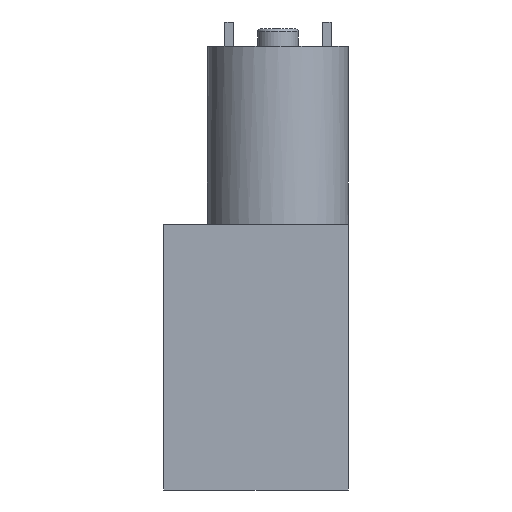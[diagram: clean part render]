
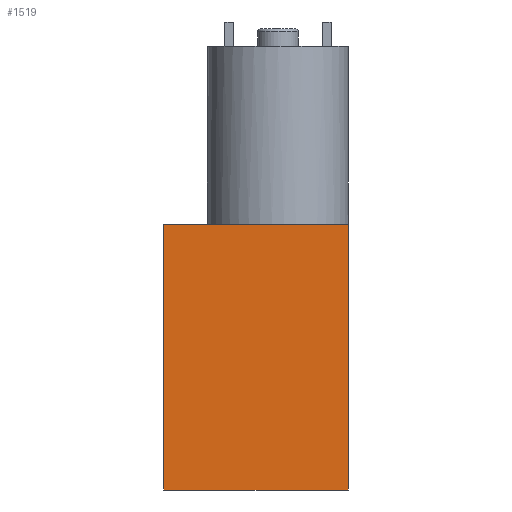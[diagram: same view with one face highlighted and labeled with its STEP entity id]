
A CAD part, front view. The second image highlights one B-rep face of the part: STEP entity #1519.
In plain terms, the highlighted planar face has unit normal (0, -1, 0).
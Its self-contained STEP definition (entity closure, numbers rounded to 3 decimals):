
#27 = PLANE ( 'NONE',  #1033 ) ;
#136 = LINE ( 'NONE', #315, #1389 ) ;
#158 = VECTOR ( 'NONE', #1509, 1000. ) ;
#245 = DIRECTION ( 'NONE',  ( 0., 0., 1. ) ) ;
#293 = DIRECTION ( 'NONE',  ( 0., 0., 1. ) ) ;
#303 = LINE ( 'NONE', #2310, #475 ) ;
#315 = CARTESIAN_POINT ( 'NONE',  ( -19.8, -11.1, -61.4 ) ) ;
#353 = DIRECTION ( 'NONE',  ( 1., 0., 0. ) ) ;
#358 = ORIENTED_EDGE ( 'NONE', *, *, #486, .F. ) ;
#426 = EDGE_LOOP ( 'NONE', ( #1479, #1243, #2280, #526, #1957, #358 ) ) ;
#475 = VECTOR ( 'NONE', #293, 1000. ) ;
#486 = EDGE_CURVE ( 'NONE', #2094, #666, #1024, .T. ) ;
#504 = CARTESIAN_POINT ( 'NONE',  ( 5.063, -11.1, -15.4 ) ) ;
#526 = ORIENTED_EDGE ( 'NONE', *, *, #1116, .F. ) ;
#634 = VERTEX_POINT ( 'NONE', #825 ) ;
#666 = VERTEX_POINT ( 'NONE', #1990 ) ;
#749 = VERTEX_POINT ( 'NONE', #504 ) ;
#753 = DIRECTION ( 'NONE',  ( 0., 1., 0. ) ) ;
#789 = CARTESIAN_POINT ( 'NONE',  ( 0., -11.1, 0. ) ) ;
#825 = CARTESIAN_POINT ( 'NONE',  ( -19.8, -11.1, -61.4 ) ) ;
#963 = VECTOR ( 'NONE', #2341, 1000. ) ;
#997 = LINE ( 'NONE', #1731, #1618 ) ;
#1024 = LINE ( 'NONE', #2351, #963 ) ;
#1033 = AXIS2_PLACEMENT_3D ( 'NONE', #789, #753, #245 ) ;
#1059 = EDGE_CURVE ( 'NONE', #634, #2094, #303, .T. ) ;
#1116 = EDGE_CURVE ( 'NONE', #749, #2278, #997, .T. ) ;
#1243 = ORIENTED_EDGE ( 'NONE', *, *, #1911, .F. ) ;
#1302 = CARTESIAN_POINT ( 'NONE',  ( -19.8, -11.1, -15.4 ) ) ;
#1389 = VECTOR ( 'NONE', #1998, 1000. ) ;
#1479 = ORIENTED_EDGE ( 'NONE', *, *, #1059, .F. ) ;
#1509 = DIRECTION ( 'NONE',  ( 0., 0., -1. ) ) ;
#1519 = ADVANCED_FACE ( 'NONE', ( #1662 ), #27, .F. ) ;
#1618 = VECTOR ( 'NONE', #1741, 1000. ) ;
#1662 = FACE_OUTER_BOUND ( 'NONE', #426, .T. ) ;
#1731 = CARTESIAN_POINT ( 'NONE',  ( -19.8, -11.1, -15.4 ) ) ;
#1741 = DIRECTION ( 'NONE',  ( 1., 0., 0. ) ) ;
#1792 = EDGE_CURVE ( 'NONE', #666, #749, #1993, .T. ) ;
#1911 = EDGE_CURVE ( 'NONE', #2215, #634, #136, .T. ) ;
#1917 = CARTESIAN_POINT ( 'NONE',  ( 12.2, -11.1, -61.4 ) ) ;
#1923 = VECTOR ( 'NONE', #353, 1000. ) ;
#1957 = ORIENTED_EDGE ( 'NONE', *, *, #1792, .F. ) ;
#1980 = CARTESIAN_POINT ( 'NONE',  ( -19.8, -11.1, -15.4 ) ) ;
#1990 = CARTESIAN_POINT ( 'NONE',  ( -5.063, -11.1, -15.4 ) ) ;
#1993 = LINE ( 'NONE', #1980, #1923 ) ;
#1998 = DIRECTION ( 'NONE',  ( -1., 0., 0. ) ) ;
#2065 = CARTESIAN_POINT ( 'NONE',  ( 12.2, -11.1, -61.4 ) ) ;
#2091 = CARTESIAN_POINT ( 'NONE',  ( 12.2, -11.1, -15.4 ) ) ;
#2094 = VERTEX_POINT ( 'NONE', #1302 ) ;
#2189 = EDGE_CURVE ( 'NONE', #2278, #2215, #2235, .T. ) ;
#2215 = VERTEX_POINT ( 'NONE', #2065 ) ;
#2235 = LINE ( 'NONE', #1917, #158 ) ;
#2278 = VERTEX_POINT ( 'NONE', #2091 ) ;
#2280 = ORIENTED_EDGE ( 'NONE', *, *, #2189, .F. ) ;
#2310 = CARTESIAN_POINT ( 'NONE',  ( -19.8, -11.1, -61.4 ) ) ;
#2341 = DIRECTION ( 'NONE',  ( 1., 0., 0. ) ) ;
#2351 = CARTESIAN_POINT ( 'NONE',  ( -19.8, -11.1, -15.4 ) ) ;
